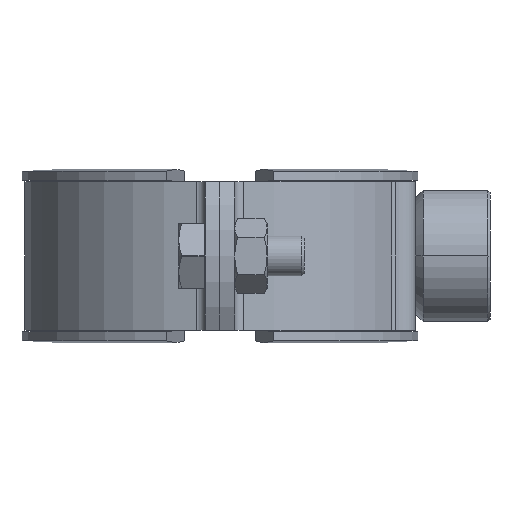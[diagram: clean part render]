
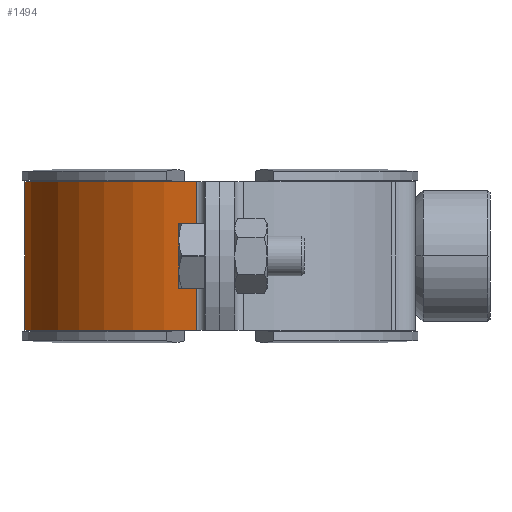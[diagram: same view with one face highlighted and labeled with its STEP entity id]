
A CAD part, left-side view. The second image highlights one B-rep face of the part: STEP entity #1494.
In plain terms, the highlighted cylindrical face has radius 39.5 mm (diameter 79 mm), a partial arc.
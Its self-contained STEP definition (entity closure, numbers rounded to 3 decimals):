
#136 = EDGE_CURVE ( 'NONE', #5516, #1507, #6147, .T. ) ;
#507 = CIRCLE ( 'NONE', #5913, 39.5 ) ;
#657 = VERTEX_POINT ( 'NONE', #3854 ) ;
#736 = CARTESIAN_POINT ( 'NONE',  ( -39.212, -4.759, -15. ) ) ;
#754 = DIRECTION ( 'NONE',  ( -1., 0., 0. ) ) ;
#761 = DIRECTION ( 'NONE',  ( 0., 0., -1. ) ) ;
#771 = CARTESIAN_POINT ( 'NONE',  ( 0., 0., 15. ) ) ;
#785 = CYLINDRICAL_SURFACE ( 'NONE', #3087, 39.5 ) ;
#786 = VECTOR ( 'NONE', #6128, 1000. ) ;
#828 = FACE_OUTER_BOUND ( 'NONE', #1893, .T. ) ;
#1494 = ADVANCED_FACE ( 'NONE', ( #828 ), #785, .T. ) ;
#1507 = VERTEX_POINT ( 'NONE', #736 ) ;
#1772 = CIRCLE ( 'NONE', #2795, 39.5 ) ;
#1893 = EDGE_LOOP ( 'NONE', ( #4637, #4620, #4612, #4604 ) ) ;
#2202 = EDGE_CURVE ( 'NONE', #5172, #657, #5630, .T. ) ;
#2612 = DIRECTION ( 'NONE',  ( 0., 0., 1. ) ) ;
#2622 = DIRECTION ( 'NONE',  ( 1., 0., 0. ) ) ;
#2657 = CARTESIAN_POINT ( 'NONE',  ( 0., 0., 15. ) ) ;
#2795 = AXIS2_PLACEMENT_3D ( 'NONE', #2657, #2612, #2622 ) ;
#3087 = AXIS2_PLACEMENT_3D ( 'NONE', #771, #761, #754 ) ;
#3265 = CARTESIAN_POINT ( 'NONE',  ( -39.212, -4.759, 15. ) ) ;
#3854 = CARTESIAN_POINT ( 'NONE',  ( 39.212, -4.759, -15. ) ) ;
#4604 = ORIENTED_EDGE ( 'NONE', *, *, #136, .T. ) ;
#4612 = ORIENTED_EDGE ( 'NONE', *, *, #5626, .F. ) ;
#4620 = ORIENTED_EDGE ( 'NONE', *, *, #2202, .F. ) ;
#4637 = ORIENTED_EDGE ( 'NONE', *, *, #6533, .T. ) ;
#4790 = CARTESIAN_POINT ( 'NONE',  ( 39.212, -4.759, 15. ) ) ;
#5052 = DIRECTION ( 'NONE',  ( 0., 0., 1. ) ) ;
#5056 = DIRECTION ( 'NONE',  ( 1., 0., 0. ) ) ;
#5069 = CARTESIAN_POINT ( 'NONE',  ( 0., 0., -15. ) ) ;
#5172 = VERTEX_POINT ( 'NONE', #4790 ) ;
#5516 = VERTEX_POINT ( 'NONE', #3265 ) ;
#5626 = EDGE_CURVE ( 'NONE', #5516, #5172, #1772, .T. ) ;
#5630 = LINE ( 'NONE', #5640, #6116 ) ;
#5640 = CARTESIAN_POINT ( 'NONE',  ( 39.212, -4.759, 15. ) ) ;
#5648 = DIRECTION ( 'NONE',  ( 0., 0., -1. ) ) ;
#5913 = AXIS2_PLACEMENT_3D ( 'NONE', #5069, #5052, #5056 ) ;
#6116 = VECTOR ( 'NONE', #5648, 1000. ) ;
#6128 = DIRECTION ( 'NONE',  ( 0., 0., -1. ) ) ;
#6136 = CARTESIAN_POINT ( 'NONE',  ( -39.212, -4.759, 15. ) ) ;
#6147 = LINE ( 'NONE', #6136, #786 ) ;
#6533 = EDGE_CURVE ( 'NONE', #1507, #657, #507, .T. ) ;
